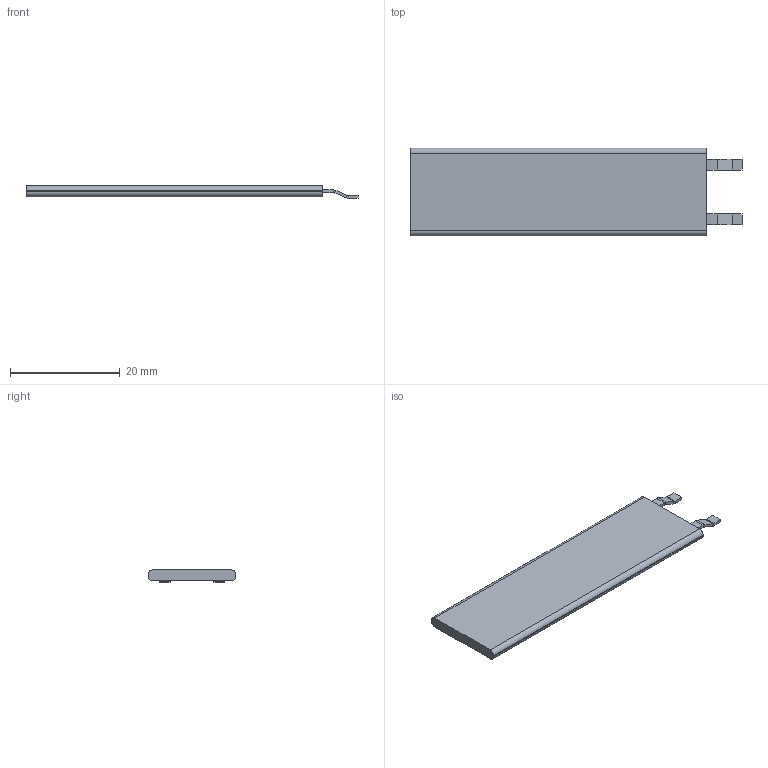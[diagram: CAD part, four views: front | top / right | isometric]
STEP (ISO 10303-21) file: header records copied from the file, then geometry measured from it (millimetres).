
FILE_DESCRIPTION(('FreeCAD Model'),'2;1');
FILE_NAME('Open CASCADE Shape Model','2024-08-24T01:56:42',(''),(''), 'Open CASCADE STEP processor 7.6','FreeCAD','Unknown');
FILE_SCHEMA(('AUTOMOTIVE_DESIGN { 1 0 10303 214 1 1 1 1 }'));
Length unit declared in the file: millimetre
Products named in the file (4): batt; electro1; electro2; Fillet
Assembly tree (3 placements, depth 2):
  batt
    electro1
    electro2
    Fillet
Bounding box: 60.5 x 16 x 2.25 mm (x, y, z)
Volume: 1703.8 mm3; surface area: 1994.1 mm2
Topology: 3 solids, 3 shells, 54 faces, 112 edges, 64 vertices
Faces by surface type: plane 42, cylinder 12
Entity records: 1478 total; most frequent: DIRECTION 252, CARTESIAN_POINT 234, ORIENTED_EDGE 224, EDGE_CURVE 112, LINE 88, VECTOR 88, AXIS2_PLACEMENT_3D 82, VERTEX_POINT 64
